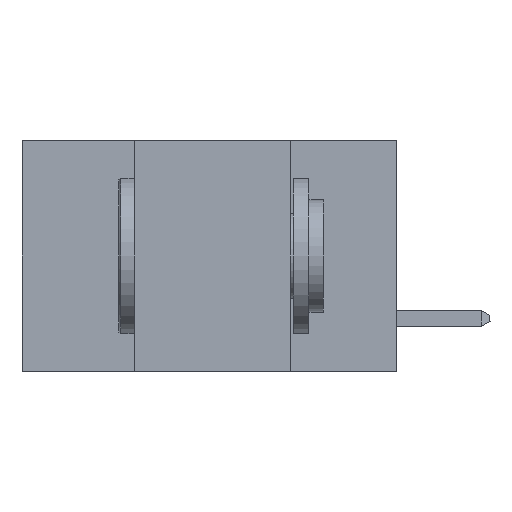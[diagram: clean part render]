
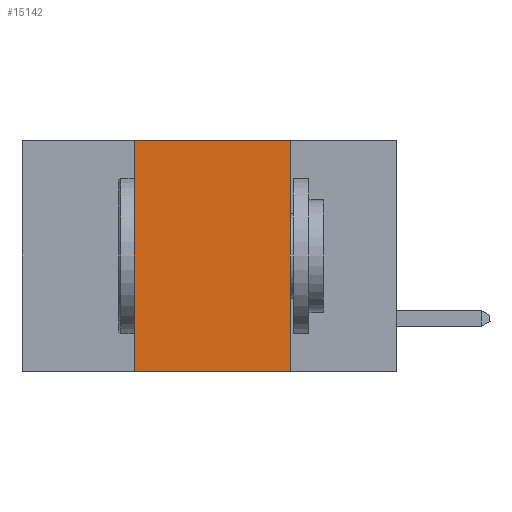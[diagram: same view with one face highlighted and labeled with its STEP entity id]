
A CAD part, left-side view. The second image highlights one B-rep face of the part: STEP entity #15142.
In plain terms, the highlighted planar face has unit normal (-1, 0, 0).
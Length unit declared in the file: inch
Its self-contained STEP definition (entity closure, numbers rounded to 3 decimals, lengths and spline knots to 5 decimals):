
#65 = VERTEX_POINT ( 'NONE', #11812 ) ;
#1470 = DIRECTION ( 'NONE',  ( 0., -1., 0. ) ) ;
#1530 = VERTEX_POINT ( 'NONE', #9638 ) ;
#1710 = DIRECTION ( 'NONE',  ( 0., 0., 1. ) ) ;
#2859 = EDGE_CURVE ( 'NONE', #65, #1530, #4496, .T. ) ;
#3077 = VECTOR ( 'NONE', #1470, 39.37008 ) ;
#3300 = ORIENTED_EDGE ( 'NONE', *, *, #2859, .F. ) ;
#3863 = ORIENTED_EDGE ( 'NONE', *, *, #7471, .F. ) ;
#4043 = EDGE_CURVE ( 'NONE', #15593, #1530, #10119, .T. ) ;
#4496 = LINE ( 'NONE', #10067, #10753 ) ;
#4503 = DIRECTION ( 'NONE',  ( 1., 0., 0. ) ) ;
#4795 = VECTOR ( 'NONE', #1710, 39.37008 ) ;
#5647 = CARTESIAN_POINT ( 'NONE',  ( 0., 0.42, 0. ) ) ;
#6131 = CARTESIAN_POINT ( 'NONE',  ( 0., 0.42, -0.37 ) ) ;
#6891 = FACE_OUTER_BOUND ( 'NONE', #7609, .T. ) ;
#7071 = DIRECTION ( 'NONE',  ( 0., 0., -1. ) ) ;
#7471 = EDGE_CURVE ( 'NONE', #8580, #65, #8234, .T. ) ;
#7609 = EDGE_LOOP ( 'NONE', ( #3300, #3863, #10534, #9557 ) ) ;
#8234 = LINE ( 'NONE', #13861, #10802 ) ;
#8421 = CARTESIAN_POINT ( 'NONE',  ( 0., 0.6, -0.37 ) ) ;
#8580 = VERTEX_POINT ( 'NONE', #5647 ) ;
#9557 = ORIENTED_EDGE ( 'NONE', *, *, #4043, .T. ) ;
#9638 = CARTESIAN_POINT ( 'NONE',  ( 0., 0.17, -0.37 ) ) ;
#10067 = CARTESIAN_POINT ( 'NONE',  ( 0., 0.17, 0. ) ) ;
#10119 = LINE ( 'NONE', #8421, #3077 ) ;
#10534 = ORIENTED_EDGE ( 'NONE', *, *, #13562, .F. ) ;
#10753 = VECTOR ( 'NONE', #7071, 39.37008 ) ;
#10802 = VECTOR ( 'NONE', #13828, 39.37008 ) ;
#11153 = AXIS2_PLACEMENT_3D ( 'NONE', #15616, #4503, #13226 ) ;
#11812 = CARTESIAN_POINT ( 'NONE',  ( 0., 0.17, 0. ) ) ;
#11990 = PLANE ( 'NONE',  #11153 ) ;
#13226 = DIRECTION ( 'NONE',  ( 0., 0., -1. ) ) ;
#13562 = EDGE_CURVE ( 'NONE', #15593, #8580, #14709, .T. ) ;
#13828 = DIRECTION ( 'NONE',  ( 0., -1., 0. ) ) ;
#13861 = CARTESIAN_POINT ( 'NONE',  ( 0., 0.6, 0. ) ) ;
#14709 = LINE ( 'NONE', #15330, #4795 ) ;
#15142 = ADVANCED_FACE ( 'NONE', ( #6891 ), #11990, .F. ) ;
#15330 = CARTESIAN_POINT ( 'NONE',  ( 0., 0.42, 0. ) ) ;
#15593 = VERTEX_POINT ( 'NONE', #6131 ) ;
#15616 = CARTESIAN_POINT ( 'NONE',  ( 0., 0.6, 0. ) ) ;
